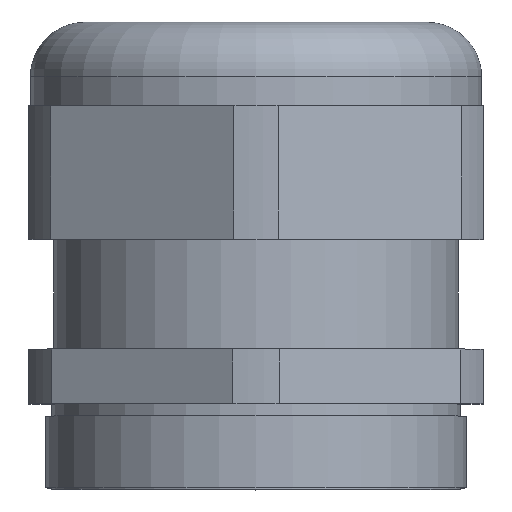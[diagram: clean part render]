
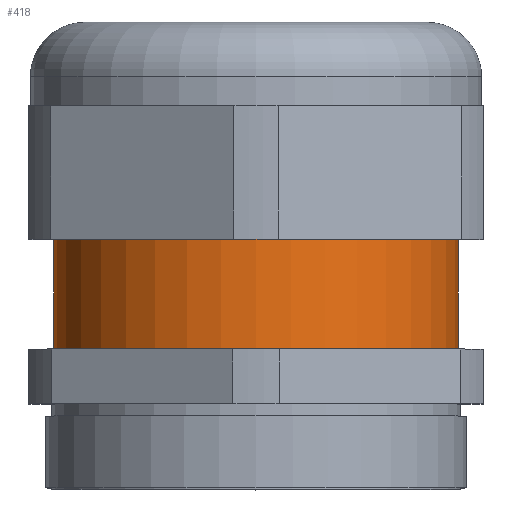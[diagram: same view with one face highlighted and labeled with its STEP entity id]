
A CAD part, top view. The second image highlights one B-rep face of the part: STEP entity #418.
In plain terms, the highlighted cylindrical face has radius 30.225 mm (diameter 60.45 mm), a full revolution.
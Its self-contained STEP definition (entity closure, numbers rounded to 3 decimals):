
#234 = CARTESIAN_POINT ( 'NONE',  ( 0., -1.75, 0. ) ) ;
#326 = AXIS2_PLACEMENT_3D ( 'NONE', #737, #1498, #367 ) ;
#367 = DIRECTION ( 'NONE',  ( 0., 0., -1. ) ) ;
#404 = EDGE_LOOP ( 'NONE', ( #1497 ) ) ;
#418 = ADVANCED_FACE ( 'NONE', ( #613, #983 ), #484, .T. ) ;
#484 = CYLINDRICAL_SURFACE ( 'NONE', #582, 30.225 ) ;
#513 = CARTESIAN_POINT ( 'NONE',  ( 0., 0., 0. ) ) ;
#582 = AXIS2_PLACEMENT_3D ( 'NONE', #513, #974, #1633 ) ;
#613 = FACE_OUTER_BOUND ( 'NONE', #404, .T. ) ;
#623 = CIRCLE ( 'NONE', #780, 30.225 ) ;
#658 = VERTEX_POINT ( 'NONE', #831 ) ;
#670 = CARTESIAN_POINT ( 'NONE',  ( 0., -1.75, -30.225 ) ) ;
#727 = DIRECTION ( 'NONE',  ( 0., 0., -1. ) ) ;
#737 = CARTESIAN_POINT ( 'NONE',  ( 0., 20.03, 0. ) ) ;
#780 = AXIS2_PLACEMENT_3D ( 'NONE', #234, #1379, #727 ) ;
#831 = CARTESIAN_POINT ( 'NONE',  ( 0., 20.03, -30.225 ) ) ;
#974 = DIRECTION ( 'NONE',  ( 0., -1., 0. ) ) ;
#983 = FACE_OUTER_BOUND ( 'NONE', #1204, .T. ) ;
#1204 = EDGE_LOOP ( 'NONE', ( #1502 ) ) ;
#1214 = VERTEX_POINT ( 'NONE', #670 ) ;
#1304 = CIRCLE ( 'NONE', #326, 30.225 ) ;
#1379 = DIRECTION ( 'NONE',  ( 0., -1., 0. ) ) ;
#1399 = EDGE_CURVE ( 'NONE', #1214, #1214, #623, .T. ) ;
#1497 = ORIENTED_EDGE ( 'NONE', *, *, #1399, .F. ) ;
#1498 = DIRECTION ( 'NONE',  ( 0., -1., 0. ) ) ;
#1502 = ORIENTED_EDGE ( 'NONE', *, *, #1529, .T. ) ;
#1529 = EDGE_CURVE ( 'NONE', #658, #658, #1304, .T. ) ;
#1633 = DIRECTION ( 'NONE',  ( 0., 0., -1. ) ) ;
